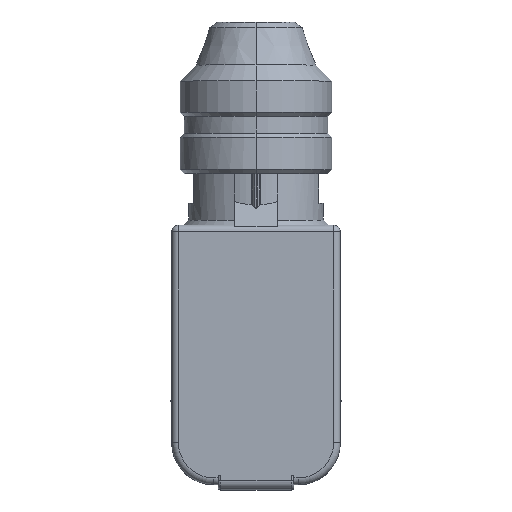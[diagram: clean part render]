
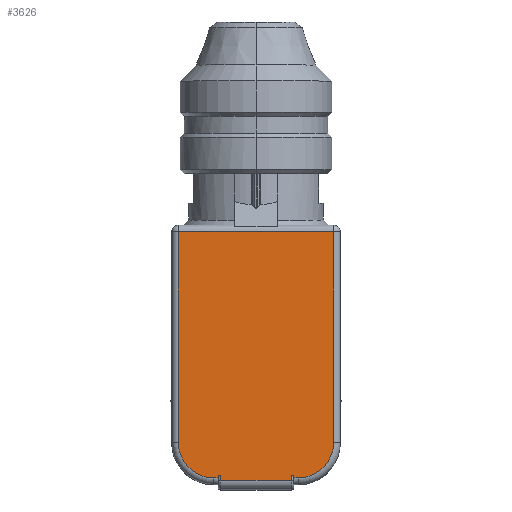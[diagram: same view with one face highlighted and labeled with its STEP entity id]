
A CAD part, top view. The second image highlights one B-rep face of the part: STEP entity #3626.
In plain terms, the highlighted planar face has unit normal (0, 0, 1).
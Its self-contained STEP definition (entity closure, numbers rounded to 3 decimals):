
#3519=AXIS2_PLACEMENT_3D('Plane Axis2P3D',#3516,#3517,#3518) ;
#3560=AXIS2_PLACEMENT_3D('Circle Axis2P3D',#3558,#3559,$) ;
#3579=AXIS2_PLACEMENT_3D('Circle Axis2P3D',#3577,#3578,$) ;
#2737=CARTESIAN_POINT('Line Origine',(7.55,30.6,37.8)) ;
#2741=CARTESIAN_POINT('Vertex',(0.9,30.6,37.8)) ;
#2743=CARTESIAN_POINT('Vertex',(19.3,30.6,37.8)) ;
#3516=CARTESIAN_POINT('Axis2P3D Location',(14.6,1.7,37.8)) ;
#3521=CARTESIAN_POINT('Line Origine',(10.1,1.1,37.8)) ;
#3525=CARTESIAN_POINT('Vertex',(5.9,1.1,37.8)) ;
#3527=CARTESIAN_POINT('Vertex',(14.3,1.1,37.8)) ;
#3530=CARTESIAN_POINT('Line Origine',(14.3,1.4,37.8)) ;
#3534=CARTESIAN_POINT('Vertex',(14.3,1.7,37.8)) ;
#3537=CARTESIAN_POINT('Line Origine',(14.45,1.7,37.8)) ;
#3541=CARTESIAN_POINT('Vertex',(14.6,1.7,37.8)) ;
#3544=CARTESIAN_POINT('Line Origine',(14.6,1.55,37.8)) ;
#3548=CARTESIAN_POINT('Vertex',(14.6,1.4,37.8)) ;
#3551=CARTESIAN_POINT('Line Origine',(14.85,1.4,37.8)) ;
#3555=CARTESIAN_POINT('Vertex',(15.1,1.4,37.8)) ;
#3558=CARTESIAN_POINT('Axis2P3D Location',(15.1,5.6,37.8)) ;
#3562=CARTESIAN_POINT('Vertex',(19.3,5.6,37.8)) ;
#3565=CARTESIAN_POINT('Line Origine',(19.3,18.1,37.8)) ;
#3570=CARTESIAN_POINT('Line Origine',(0.9,18.1,37.8)) ;
#3574=CARTESIAN_POINT('Vertex',(0.9,5.6,37.8)) ;
#3577=CARTESIAN_POINT('Axis2P3D Location',(5.1,5.6,37.8)) ;
#3581=CARTESIAN_POINT('Vertex',(5.1,1.4,37.8)) ;
#3584=CARTESIAN_POINT('Line Origine',(5.35,1.4,37.8)) ;
#3588=CARTESIAN_POINT('Vertex',(5.6,1.4,37.8)) ;
#3591=CARTESIAN_POINT('Line Origine',(5.6,1.55,37.8)) ;
#3595=CARTESIAN_POINT('Vertex',(5.6,1.7,37.8)) ;
#3598=CARTESIAN_POINT('Line Origine',(5.75,1.7,37.8)) ;
#3602=CARTESIAN_POINT('Vertex',(5.9,1.7,37.8)) ;
#3605=CARTESIAN_POINT('Line Origine',(5.9,1.4,37.8)) ;
#2738=DIRECTION('Vector Direction',(1.,0.,0.)) ;
#3517=DIRECTION('Axis2P3D Direction',(0.,-0.,1.)) ;
#3518=DIRECTION('Axis2P3D XDirection',(0.,1.,0.)) ;
#3522=DIRECTION('Vector Direction',(1.,0.,0.)) ;
#3531=DIRECTION('Vector Direction',(0.,1.,0.)) ;
#3538=DIRECTION('Vector Direction',(-1.,0.,0.)) ;
#3545=DIRECTION('Vector Direction',(0.,1.,0.)) ;
#3552=DIRECTION('Vector Direction',(1.,0.,0.)) ;
#3559=DIRECTION('Axis2P3D Direction',(0.,-0.,1.)) ;
#3566=DIRECTION('Vector Direction',(0.,1.,0.)) ;
#3571=DIRECTION('Vector Direction',(0.,-1.,0.)) ;
#3578=DIRECTION('Axis2P3D Direction',(0.,-0.,1.)) ;
#3585=DIRECTION('Vector Direction',(1.,0.,0.)) ;
#3592=DIRECTION('Vector Direction',(0.,1.,0.)) ;
#3599=DIRECTION('Vector Direction',(-1.,0.,0.)) ;
#3606=DIRECTION('Vector Direction',(0.,-1.,0.)) ;
#2739=VECTOR('Line Direction',#2738,1.) ;
#3523=VECTOR('Line Direction',#3522,1.) ;
#3532=VECTOR('Line Direction',#3531,1.) ;
#3539=VECTOR('Line Direction',#3538,1.) ;
#3546=VECTOR('Line Direction',#3545,1.) ;
#3553=VECTOR('Line Direction',#3552,1.) ;
#3567=VECTOR('Line Direction',#3566,1.) ;
#3572=VECTOR('Line Direction',#3571,1.) ;
#3586=VECTOR('Line Direction',#3585,1.) ;
#3593=VECTOR('Line Direction',#3592,1.) ;
#3600=VECTOR('Line Direction',#3599,1.) ;
#3607=VECTOR('Line Direction',#3606,1.) ;
#3611=ORIENTED_EDGE('',*,*,#3529,.T.) ;
#3612=ORIENTED_EDGE('',*,*,#3536,.T.) ;
#3613=ORIENTED_EDGE('',*,*,#3543,.F.) ;
#3614=ORIENTED_EDGE('',*,*,#3550,.F.) ;
#3615=ORIENTED_EDGE('',*,*,#3557,.T.) ;
#3616=ORIENTED_EDGE('',*,*,#3564,.T.) ;
#3617=ORIENTED_EDGE('',*,*,#3569,.T.) ;
#3618=ORIENTED_EDGE('',*,*,#2745,.F.) ;
#3619=ORIENTED_EDGE('',*,*,#3576,.T.) ;
#3620=ORIENTED_EDGE('',*,*,#3583,.T.) ;
#3621=ORIENTED_EDGE('',*,*,#3590,.T.) ;
#3622=ORIENTED_EDGE('',*,*,#3597,.T.) ;
#3623=ORIENTED_EDGE('',*,*,#3604,.F.) ;
#3624=ORIENTED_EDGE('',*,*,#3609,.T.) ;
#3626=ADVANCED_FACE('Hauptk\X2\00F6\X0\rper',(#3625),#3520,.T.) ;
#3561=CIRCLE('generated circle',#3560,4.2) ;
#3580=CIRCLE('generated circle',#3579,4.2) ;
#2745=EDGE_CURVE('',#2742,#2744,#2740,.T.) ;
#3529=EDGE_CURVE('',#3526,#3528,#3524,.T.) ;
#3536=EDGE_CURVE('',#3528,#3535,#3533,.T.) ;
#3543=EDGE_CURVE('',#3542,#3535,#3540,.T.) ;
#3550=EDGE_CURVE('',#3549,#3542,#3547,.T.) ;
#3557=EDGE_CURVE('',#3549,#3556,#3554,.T.) ;
#3564=EDGE_CURVE('',#3556,#3563,#3561,.T.) ;
#3569=EDGE_CURVE('',#3563,#2744,#3568,.T.) ;
#3576=EDGE_CURVE('',#2742,#3575,#3573,.T.) ;
#3583=EDGE_CURVE('',#3575,#3582,#3580,.T.) ;
#3590=EDGE_CURVE('',#3582,#3589,#3587,.T.) ;
#3597=EDGE_CURVE('',#3589,#3596,#3594,.T.) ;
#3604=EDGE_CURVE('',#3603,#3596,#3601,.T.) ;
#3609=EDGE_CURVE('',#3603,#3526,#3608,.T.) ;
#3610=EDGE_LOOP('',(#3611,#3612,#3613,#3614,#3615,#3616,#3617,#3618,#3619,#3620,#3621,#3622,#3623,#3624)) ;
#3625=FACE_OUTER_BOUND('',#3610,.T.) ;
#2740=LINE('Line',#2737,#2739) ;
#3524=LINE('Line',#3521,#3523) ;
#3533=LINE('Line',#3530,#3532) ;
#3540=LINE('Line',#3537,#3539) ;
#3547=LINE('Line',#3544,#3546) ;
#3554=LINE('Line',#3551,#3553) ;
#3568=LINE('Line',#3565,#3567) ;
#3573=LINE('Line',#3570,#3572) ;
#3587=LINE('Line',#3584,#3586) ;
#3594=LINE('Line',#3591,#3593) ;
#3601=LINE('Line',#3598,#3600) ;
#3608=LINE('Line',#3605,#3607) ;
#3520=PLANE('',#3519) ;
#2742=VERTEX_POINT('',#2741) ;
#2744=VERTEX_POINT('',#2743) ;
#3526=VERTEX_POINT('',#3525) ;
#3528=VERTEX_POINT('',#3527) ;
#3535=VERTEX_POINT('',#3534) ;
#3542=VERTEX_POINT('',#3541) ;
#3549=VERTEX_POINT('',#3548) ;
#3556=VERTEX_POINT('',#3555) ;
#3563=VERTEX_POINT('',#3562) ;
#3575=VERTEX_POINT('',#3574) ;
#3582=VERTEX_POINT('',#3581) ;
#3589=VERTEX_POINT('',#3588) ;
#3596=VERTEX_POINT('',#3595) ;
#3603=VERTEX_POINT('',#3602) ;
